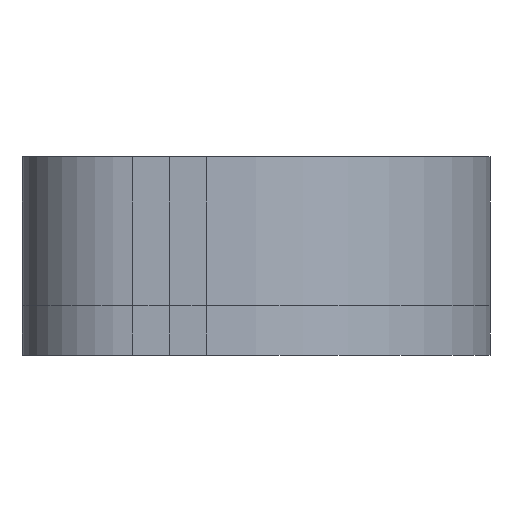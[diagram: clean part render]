
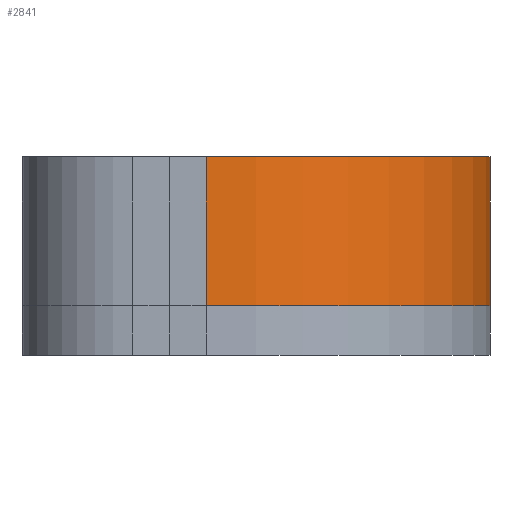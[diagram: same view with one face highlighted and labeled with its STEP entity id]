
A CAD part, front view. The second image highlights one B-rep face of the part: STEP entity #2841.
In plain terms, the highlighted cylindrical face has radius 10 mm (diameter 20 mm), a partial arc.
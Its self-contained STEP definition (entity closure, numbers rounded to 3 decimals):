
#688 = CYLINDRICAL_SURFACE('',#689,10.);
#689 = AXIS2_PLACEMENT_3D('',#690,#691,#692);
#690 = CARTESIAN_POINT('',(2.5,-16.,-1.75));
#691 = DIRECTION('',(-0.,-0.,-1.));
#692 = DIRECTION('',(1.,0.,0.));
#826 = PLANE('',#827);
#827 = AXIS2_PLACEMENT_3D('',#828,#829,#830);
#828 = CARTESIAN_POINT('',(5.523,-0.788,5.25));
#829 = DIRECTION('',(0.,0.,1.));
#830 = DIRECTION('',(1.,0.,0.));
#968 = VERTEX_POINT('',#969);
#969 = CARTESIAN_POINT('',(12.5,-16.,0.));
#983 = PLANE('',#984);
#984 = AXIS2_PLACEMENT_3D('',#985,#986,#987);
#985 = CARTESIAN_POINT('',(12.5,16.,0.));
#986 = DIRECTION('',(1.,0.,0.));
#987 = DIRECTION('',(0.,-1.,0.));
#1339 = VERTEX_POINT('',#1340);
#1340 = CARTESIAN_POINT('',(2.5,-26.,0.));
#1361 = EDGE_CURVE('',#1339,#968,#1362,.T.);
#1362 = SURFACE_CURVE('',#1363,(#1368,#1375),.PCURVE_S1.);
#1363 = CIRCLE('',#1364,10.);
#1364 = AXIS2_PLACEMENT_3D('',#1365,#1366,#1367);
#1365 = CARTESIAN_POINT('',(2.5,-16.,0.));
#1366 = DIRECTION('',(0.,0.,1.));
#1367 = DIRECTION('',(1.,0.,0.));
#1368 = PCURVE('',#688,#1369);
#1369 = DEFINITIONAL_REPRESENTATION('',(#1370),#1374);
#1370 = LINE('',#1371,#1372);
#1371 = CARTESIAN_POINT('',(-0.,-1.75));
#1372 = VECTOR('',#1373,1.);
#1373 = DIRECTION('',(-1.,0.));
#1374 = ( GEOMETRIC_REPRESENTATION_CONTEXT(2) 
PARAMETRIC_REPRESENTATION_CONTEXT() REPRESENTATION_CONTEXT('2D SPACE',''
  ) );
#1375 = PCURVE('',#1376,#1381);
#1376 = CYLINDRICAL_SURFACE('',#1377,10.);
#1377 = AXIS2_PLACEMENT_3D('',#1378,#1379,#1380);
#1378 = CARTESIAN_POINT('',(2.5,-16.,0.));
#1379 = DIRECTION('',(-0.,-0.,-1.));
#1380 = DIRECTION('',(1.,0.,0.));
#1381 = DEFINITIONAL_REPRESENTATION('',(#1382),#1385);
#1382 = B_SPLINE_CURVE_WITH_KNOTS('',1,(#1383,#1384),.UNSPECIFIED.,.F.,
  .F.,(2,2),(4.712,6.283),.PIECEWISE_BEZIER_KNOTS.);
#1383 = CARTESIAN_POINT('',(-4.712,0.));
#1384 = CARTESIAN_POINT('',(-6.283,0.));
#1385 = ( GEOMETRIC_REPRESENTATION_CONTEXT(2) 
PARAMETRIC_REPRESENTATION_CONTEXT() REPRESENTATION_CONTEXT('2D SPACE',''
  ) );
#1463 = PLANE('',#1464);
#1464 = AXIS2_PLACEMENT_3D('',#1465,#1466,#1467);
#1465 = CARTESIAN_POINT('',(2.5,-26.,0.));
#1466 = DIRECTION('',(0.,-1.,0.));
#1467 = DIRECTION('',(-1.,0.,0.));
#2359 = VERTEX_POINT('',#2360);
#2360 = CARTESIAN_POINT('',(2.5,-26.,5.25));
#2381 = EDGE_CURVE('',#2359,#2382,#2384,.T.);
#2382 = VERTEX_POINT('',#2383);
#2383 = CARTESIAN_POINT('',(12.5,-16.,5.25));
#2384 = SURFACE_CURVE('',#2385,(#2390,#2397),.PCURVE_S1.);
#2385 = CIRCLE('',#2386,10.);
#2386 = AXIS2_PLACEMENT_3D('',#2387,#2388,#2389);
#2387 = CARTESIAN_POINT('',(2.5,-16.,5.25));
#2388 = DIRECTION('',(0.,0.,1.));
#2389 = DIRECTION('',(1.,0.,0.));
#2390 = PCURVE('',#826,#2391);
#2391 = DEFINITIONAL_REPRESENTATION('',(#2392),#2396);
#2392 = CIRCLE('',#2393,10.);
#2393 = AXIS2_PLACEMENT_2D('',#2394,#2395);
#2394 = CARTESIAN_POINT('',(-3.023,-15.212));
#2395 = DIRECTION('',(1.,0.));
#2396 = ( GEOMETRIC_REPRESENTATION_CONTEXT(2) 
PARAMETRIC_REPRESENTATION_CONTEXT() REPRESENTATION_CONTEXT('2D SPACE',''
  ) );
#2397 = PCURVE('',#1376,#2398);
#2398 = DEFINITIONAL_REPRESENTATION('',(#2399),#2403);
#2399 = LINE('',#2400,#2401);
#2400 = CARTESIAN_POINT('',(-0.,-5.25));
#2401 = VECTOR('',#2402,1.);
#2402 = DIRECTION('',(-1.,0.));
#2403 = ( GEOMETRIC_REPRESENTATION_CONTEXT(2) 
PARAMETRIC_REPRESENTATION_CONTEXT() REPRESENTATION_CONTEXT('2D SPACE',''
  ) );
#2756 = EDGE_CURVE('',#968,#2382,#2757,.T.);
#2757 = SURFACE_CURVE('',#2758,(#2762,#2769),.PCURVE_S1.);
#2758 = LINE('',#2759,#2760);
#2759 = CARTESIAN_POINT('',(12.5,-16.,0.));
#2760 = VECTOR('',#2761,1.);
#2761 = DIRECTION('',(0.,0.,1.));
#2762 = PCURVE('',#983,#2763);
#2763 = DEFINITIONAL_REPRESENTATION('',(#2764),#2768);
#2764 = LINE('',#2765,#2766);
#2765 = CARTESIAN_POINT('',(32.,0.));
#2766 = VECTOR('',#2767,1.);
#2767 = DIRECTION('',(0.,-1.));
#2768 = ( GEOMETRIC_REPRESENTATION_CONTEXT(2) 
PARAMETRIC_REPRESENTATION_CONTEXT() REPRESENTATION_CONTEXT('2D SPACE',''
  ) );
#2769 = PCURVE('',#1376,#2770);
#2770 = DEFINITIONAL_REPRESENTATION('',(#2771),#2775);
#2771 = LINE('',#2772,#2773);
#2772 = CARTESIAN_POINT('',(-6.283,0.));
#2773 = VECTOR('',#2774,1.);
#2774 = DIRECTION('',(-0.,-1.));
#2775 = ( GEOMETRIC_REPRESENTATION_CONTEXT(2) 
PARAMETRIC_REPRESENTATION_CONTEXT() REPRESENTATION_CONTEXT('2D SPACE',''
  ) );
#2841 = ADVANCED_FACE('',(#2842),#1376,.T.);
#2842 = FACE_BOUND('',#2843,.F.);
#2843 = EDGE_LOOP('',(#2844,#2865,#2866,#2867));
#2844 = ORIENTED_EDGE('',*,*,#2845,.T.);
#2845 = EDGE_CURVE('',#1339,#2359,#2846,.T.);
#2846 = SURFACE_CURVE('',#2847,(#2851,#2858),.PCURVE_S1.);
#2847 = LINE('',#2848,#2849);
#2848 = CARTESIAN_POINT('',(2.5,-26.,0.));
#2849 = VECTOR('',#2850,1.);
#2850 = DIRECTION('',(0.,0.,1.));
#2851 = PCURVE('',#1376,#2852);
#2852 = DEFINITIONAL_REPRESENTATION('',(#2853),#2857);
#2853 = LINE('',#2854,#2855);
#2854 = CARTESIAN_POINT('',(-4.712,0.));
#2855 = VECTOR('',#2856,1.);
#2856 = DIRECTION('',(-0.,-1.));
#2857 = ( GEOMETRIC_REPRESENTATION_CONTEXT(2) 
PARAMETRIC_REPRESENTATION_CONTEXT() REPRESENTATION_CONTEXT('2D SPACE',''
  ) );
#2858 = PCURVE('',#1463,#2859);
#2859 = DEFINITIONAL_REPRESENTATION('',(#2860),#2864);
#2860 = LINE('',#2861,#2862);
#2861 = CARTESIAN_POINT('',(0.,-0.));
#2862 = VECTOR('',#2863,1.);
#2863 = DIRECTION('',(0.,-1.));
#2864 = ( GEOMETRIC_REPRESENTATION_CONTEXT(2) 
PARAMETRIC_REPRESENTATION_CONTEXT() REPRESENTATION_CONTEXT('2D SPACE',''
  ) );
#2865 = ORIENTED_EDGE('',*,*,#2381,.T.);
#2866 = ORIENTED_EDGE('',*,*,#2756,.F.);
#2867 = ORIENTED_EDGE('',*,*,#1361,.F.);
